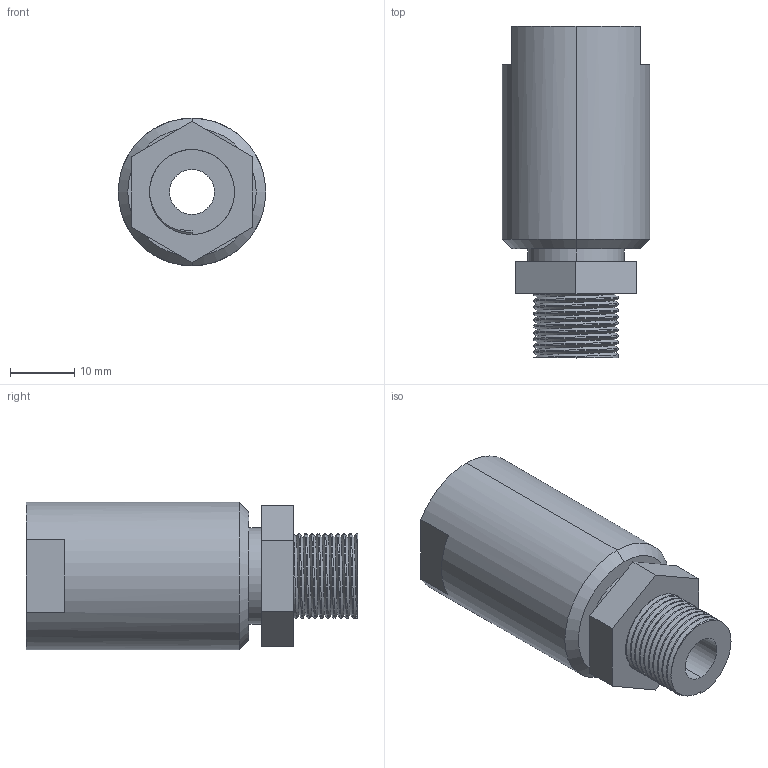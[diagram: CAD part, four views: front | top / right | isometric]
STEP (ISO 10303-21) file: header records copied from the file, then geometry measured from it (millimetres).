
FILE_DESCRIPTION (( 'STEP AP214' ), '1' );
FILE_NAME ('RK12A.STEP', '2020-07-24T03:37:17', ( 'admin321' ), ( '' ), 'SwSTEP 2.0', 'SolidWorks 2014', '' );
FILE_SCHEMA (( 'AUTOMOTIVE_DESIGN' ));
Length unit declared in the file: millimetre
Products named in the file (1): RK12A
Bounding box: 23 x 51.7 x 23 mm (x, y, z)
Volume: 14661.1 mm3; surface area: 5789.9 mm2
Topology: 1 solids, 1 shells, 53 faces, 134 edges, 86 vertices
Faces by surface type: cylinder 29, plane 17, cone 4, bspline 3
Entity records: 2960 total; most frequent: CARTESIAN_POINT 1737, ORIENTED_EDGE 268, DIRECTION 220, EDGE_CURVE 134, VERTEX_POINT 86, AXIS2_PLACEMENT_3D 77, VECTOR 66, LINE 66
